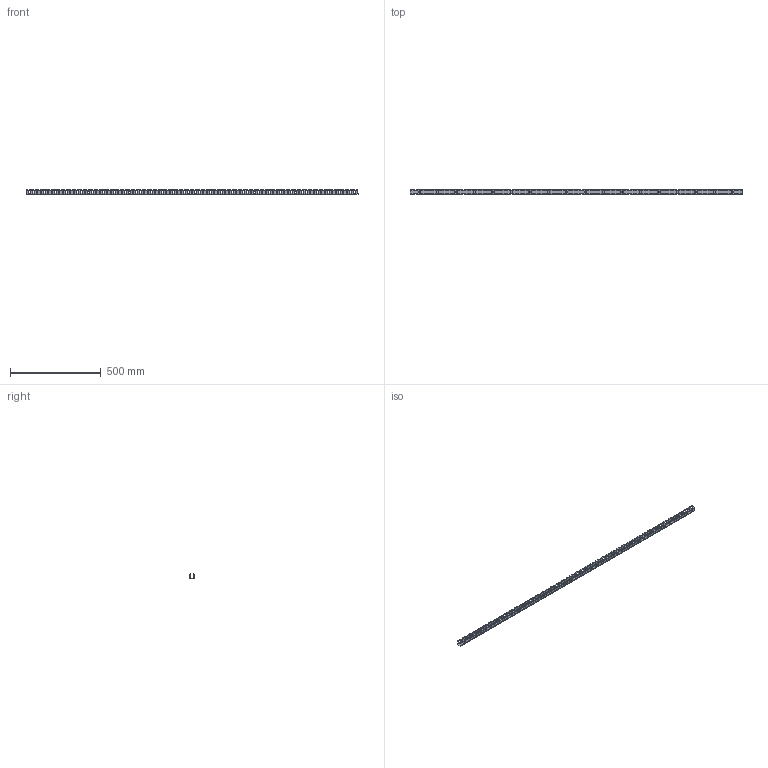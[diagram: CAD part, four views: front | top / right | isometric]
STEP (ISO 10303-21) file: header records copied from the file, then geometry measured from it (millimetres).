
FILE_DESCRIPTION(/* description */ (''),/* implementation_level */ '2;1');
FILE_NAME(/* name */ 'C-WDG.75X1--3D--ENG.stp',/* time_stamp */ '2016-03-09T10:21:50-06:00',/* author */ (''),/* organization */ (''),/* preprocessor_version */ 'ST-DEVELOPER v15',/* originating_system */ 'SIEMENS PLM Software NX 8.5',/* authorisation */ '');
FILE_SCHEMA (('AP203_CONFIGURATION_CONTROLLED_3D_DESIGN_OF_MECHANICAL_PARTS_AND_ASSEMBLIES_MIM_LF { 1 0 10303 403 2 1 2}'));
Products named in the file (1): bdk2080B716s4xc
Bounding box: 1828.8 x 24.25 x 25.14 mm (x, y, z)
Volume: 166779.7 mm3; surface area: 261326.1 mm2
Topology: 1 solids, 1 shells, 5128 faces, 15378 edges, 10252 vertices
Faces by surface type: cylinder 2738, plane 2390
Entity records: 182204 total; most frequent: CARTESIAN_POINT 41019, ORIENTED_EDGE 30756, DIRECTION 29672, EDGE_CURVE 15378, AXIS2_PLACEMENT_3D 10605, VERTEX_POINT 10252, LINE 8462, VECTOR 8462
